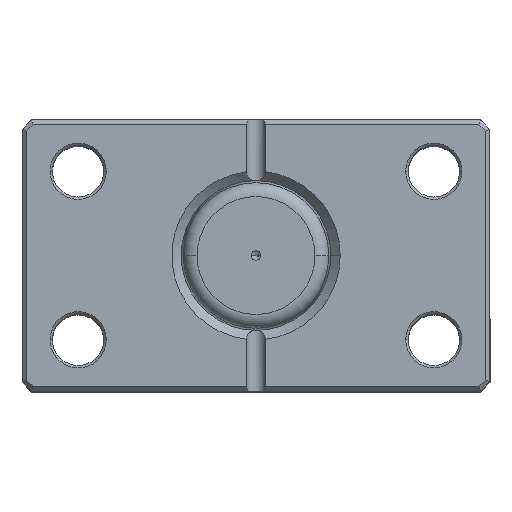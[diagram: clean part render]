
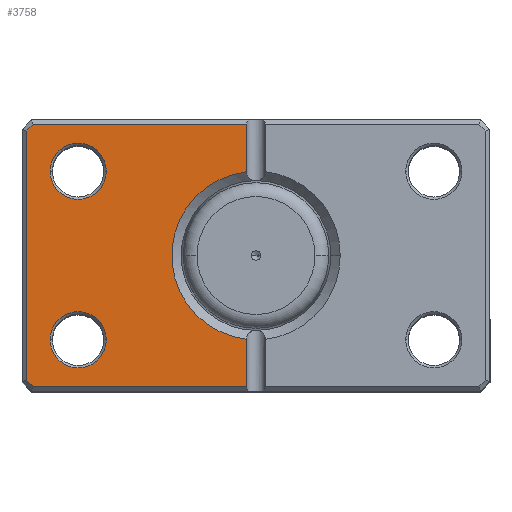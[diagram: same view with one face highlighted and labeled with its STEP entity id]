
A CAD part, top view. The second image highlights one B-rep face of the part: STEP entity #3758.
In plain terms, the highlighted face is planar.
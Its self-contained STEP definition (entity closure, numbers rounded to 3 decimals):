
#27 = AXIS2_PLACEMENT_3D ( 'NONE', #2546, #5913, #3037 ) ;
#45 = CARTESIAN_POINT ( 'NONE',  ( 44., 18., 0. ) ) ;
#51 = DIRECTION ( 'NONE',  ( 0., 0., 1. ) ) ;
#81 = ORIENTED_EDGE ( 'NONE', *, *, #4714, .T. ) ;
#128 = FACE_BOUND ( 'NONE', #3772, .T. ) ;
#129 = DIRECTION ( 'NONE',  ( 0., 1., 0. ) ) ;
#144 = CIRCLE ( 'NONE', #6183, 6. ) ;
#172 = CARTESIAN_POINT ( 'NONE',  ( 32., -18., 0. ) ) ;
#185 = CARTESIAN_POINT ( 'NONE',  ( 38., -18., 0. ) ) ;
#232 = ORIENTED_EDGE ( 'NONE', *, *, #3850, .T. ) ;
#252 = CARTESIAN_POINT ( 'NONE',  ( 2., -17.889, 0. ) ) ;
#275 = CIRCLE ( 'NONE', #27, 6. ) ;
#390 = ORIENTED_EDGE ( 'NONE', *, *, #3470, .T. ) ;
#570 = VERTEX_POINT ( 'NONE', #45 ) ;
#574 = ORIENTED_EDGE ( 'NONE', *, *, #707, .T. ) ;
#620 = CARTESIAN_POINT ( 'NONE',  ( 37.793, -37.793, 0. ) ) ;
#704 = DIRECTION ( 'NONE',  ( 1., 0., 0. ) ) ;
#707 = EDGE_CURVE ( 'NONE', #3515, #3617, #5813, .T. ) ;
#775 = VECTOR ( 'NONE', #4880, 1000. ) ;
#830 = CARTESIAN_POINT ( 'NONE',  ( 2., 29., 0. ) ) ;
#918 = CARTESIAN_POINT ( 'NONE',  ( 0., -28., 0. ) ) ;
#944 = CARTESIAN_POINT ( 'NONE',  ( 37.793, 37.793, 0. ) ) ;
#1050 = CARTESIAN_POINT ( 'NONE',  ( 2., 17.889, 0. ) ) ;
#1129 = DIRECTION ( 'NONE',  ( -0.707, -0.707, 0. ) ) ;
#1156 = DIRECTION ( 'NONE',  ( 0., 0., 1. ) ) ;
#1330 = VERTEX_POINT ( 'NONE', #252 ) ;
#1334 = EDGE_CURVE ( 'NONE', #570, #5505, #144, .T. ) ;
#1371 = FACE_OUTER_BOUND ( 'NONE', #4114, .T. ) ;
#1382 = DIRECTION ( 'NONE',  ( 0., 0., 1. ) ) ;
#1387 = CARTESIAN_POINT ( 'NONE',  ( 2., -28., 0. ) ) ;
#1389 = EDGE_CURVE ( 'NONE', #5485, #4358, #2512, .T. ) ;
#1432 = AXIS2_PLACEMENT_3D ( 'NONE', #2606, #1156, #4548 ) ;
#1506 = CARTESIAN_POINT ( 'NONE',  ( 49., 0., 0. ) ) ;
#1579 = EDGE_CURVE ( 'NONE', #4919, #4993, #4323, .T. ) ;
#1583 = CARTESIAN_POINT ( 'NONE',  ( 38., -18., 0. ) ) ;
#1679 = CARTESIAN_POINT ( 'NONE',  ( 2., 29., 0. ) ) ;
#1777 = VECTOR ( 'NONE', #1129, 1000. ) ;
#1891 = LINE ( 'NONE', #3645, #5589 ) ;
#1926 = VERTEX_POINT ( 'NONE', #6078 ) ;
#1937 = AXIS2_PLACEMENT_3D ( 'NONE', #185, #3675, #704 ) ;
#1950 = AXIS2_PLACEMENT_3D ( 'NONE', #3052, #51, #3542 ) ;
#2196 = DIRECTION ( 'NONE',  ( 1., 0., 0. ) ) ;
#2512 = LINE ( 'NONE', #830, #4943 ) ;
#2520 = EDGE_CURVE ( 'NONE', #1926, #2862, #4104, .T. ) ;
#2546 = CARTESIAN_POINT ( 'NONE',  ( 38., 18., 0. ) ) ;
#2600 = CIRCLE ( 'NONE', #1937, 6. ) ;
#2606 = CARTESIAN_POINT ( 'NONE',  ( 0., 0., 0. ) ) ;
#2746 = CARTESIAN_POINT ( 'NONE',  ( 44., -18., 0. ) ) ;
#2756 = ORIENTED_EDGE ( 'NONE', *, *, #2520, .T. ) ;
#2790 = CARTESIAN_POINT ( 'NONE',  ( 47.586, 28., 0. ) ) ;
#2796 = FACE_BOUND ( 'NONE', #4452, .T. ) ;
#2862 = VERTEX_POINT ( 'NONE', #6087 ) ;
#2877 = VECTOR ( 'NONE', #129, 1000. ) ;
#2887 = VECTOR ( 'NONE', #5347, 1000. ) ;
#2907 = ORIENTED_EDGE ( 'NONE', *, *, #1389, .T. ) ;
#3037 = DIRECTION ( 'NONE',  ( 1., 0., 0. ) ) ;
#3038 = CARTESIAN_POINT ( 'NONE',  ( 32., 18., 0. ) ) ;
#3052 = CARTESIAN_POINT ( 'NONE',  ( 0., 0., 0. ) ) ;
#3066 = ORIENTED_EDGE ( 'NONE', *, *, #1334, .T. ) ;
#3246 = CARTESIAN_POINT ( 'NONE',  ( 47.586, -28., 0. ) ) ;
#3470 = EDGE_CURVE ( 'NONE', #4993, #1330, #4163, .T. ) ;
#3515 = VERTEX_POINT ( 'NONE', #172 ) ;
#3542 = DIRECTION ( 'NONE',  ( 1., 0., 0. ) ) ;
#3617 = VERTEX_POINT ( 'NONE', #2746 ) ;
#3645 = CARTESIAN_POINT ( 'NONE',  ( 0., 28., 0. ) ) ;
#3675 = DIRECTION ( 'NONE',  ( 0., 0., 1. ) ) ;
#3676 = AXIS2_PLACEMENT_3D ( 'NONE', #1583, #1382, #5900 ) ;
#3711 = EDGE_CURVE ( 'NONE', #5505, #570, #275, .T. ) ;
#3758 = ADVANCED_FACE ( 'NONE', ( #128, #2796, #1371 ), #4076, .F. ) ;
#3772 = EDGE_LOOP ( 'NONE', ( #574, #5623 ) ) ;
#3850 = EDGE_CURVE ( 'NONE', #4358, #4080, #1891, .T. ) ;
#4023 = CARTESIAN_POINT ( 'NONE',  ( 2., 28., 0. ) ) ;
#4076 = PLANE ( 'NONE',  #1432 ) ;
#4080 = VERTEX_POINT ( 'NONE', #2790 ) ;
#4104 = LINE ( 'NONE', #1506, #4243 ) ;
#4114 = EDGE_LOOP ( 'NONE', ( #390, #4191, #2907, #232, #5330, #2756, #81, #5168 ) ) ;
#4163 = LINE ( 'NONE', #1679, #2877 ) ;
#4191 = ORIENTED_EDGE ( 'NONE', *, *, #4310, .T. ) ;
#4243 = VECTOR ( 'NONE', #4396, 1000. ) ;
#4310 = EDGE_CURVE ( 'NONE', #1330, #5485, #5841, .T. ) ;
#4323 = LINE ( 'NONE', #918, #2887 ) ;
#4344 = ORIENTED_EDGE ( 'NONE', *, *, #3711, .T. ) ;
#4358 = VERTEX_POINT ( 'NONE', #4023 ) ;
#4396 = DIRECTION ( 'NONE',  ( 0., -1., 0. ) ) ;
#4452 = EDGE_LOOP ( 'NONE', ( #4344, #3066 ) ) ;
#4548 = DIRECTION ( 'NONE',  ( 1., 0., 0. ) ) ;
#4714 = EDGE_CURVE ( 'NONE', #2862, #4919, #5624, .T. ) ;
#4803 = EDGE_CURVE ( 'NONE', #3617, #3515, #2600, .T. ) ;
#4880 = DIRECTION ( 'NONE',  ( 0.707, -0.707, 0. ) ) ;
#4919 = VERTEX_POINT ( 'NONE', #3246 ) ;
#4943 = VECTOR ( 'NONE', #6162, 1000. ) ;
#4993 = VERTEX_POINT ( 'NONE', #1387 ) ;
#5168 = ORIENTED_EDGE ( 'NONE', *, *, #1579, .T. ) ;
#5330 = ORIENTED_EDGE ( 'NONE', *, *, #5980, .T. ) ;
#5347 = DIRECTION ( 'NONE',  ( -1., 0., 0. ) ) ;
#5485 = VERTEX_POINT ( 'NONE', #1050 ) ;
#5505 = VERTEX_POINT ( 'NONE', #3038 ) ;
#5589 = VECTOR ( 'NONE', #2196, 1000. ) ;
#5623 = ORIENTED_EDGE ( 'NONE', *, *, #4803, .T. ) ;
#5624 = LINE ( 'NONE', #620, #1777 ) ;
#5700 = CARTESIAN_POINT ( 'NONE',  ( 38., 18., 0. ) ) ;
#5813 = CIRCLE ( 'NONE', #3676, 6. ) ;
#5841 = CIRCLE ( 'NONE', #1950, 18. ) ;
#5870 = DIRECTION ( 'NONE',  ( 0., 0., 1. ) ) ;
#5900 = DIRECTION ( 'NONE',  ( 1., 0., 0. ) ) ;
#5913 = DIRECTION ( 'NONE',  ( 0., 0., 1. ) ) ;
#5980 = EDGE_CURVE ( 'NONE', #4080, #1926, #6125, .T. ) ;
#6078 = CARTESIAN_POINT ( 'NONE',  ( 49., 26.586, 0. ) ) ;
#6087 = CARTESIAN_POINT ( 'NONE',  ( 49., -26.586, 0. ) ) ;
#6125 = LINE ( 'NONE', #944, #775 ) ;
#6162 = DIRECTION ( 'NONE',  ( 0., 1., 0. ) ) ;
#6183 = AXIS2_PLACEMENT_3D ( 'NONE', #5700, #5870, #6292 ) ;
#6292 = DIRECTION ( 'NONE',  ( 1., 0., 0. ) ) ;
